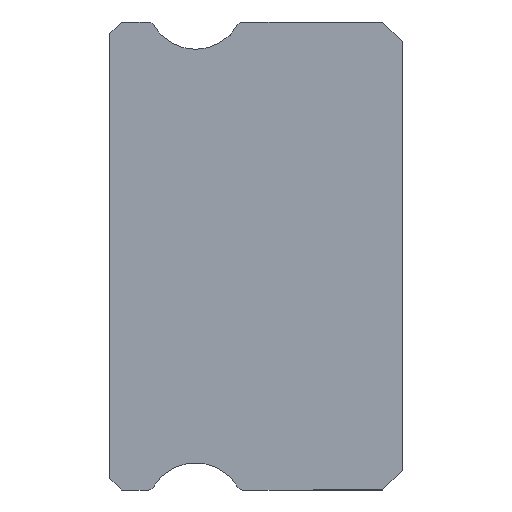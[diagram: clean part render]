
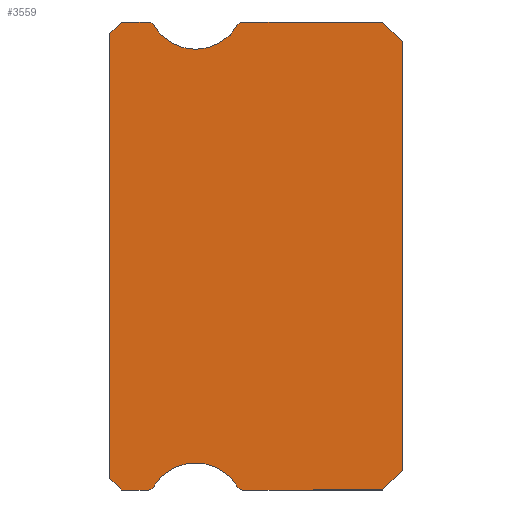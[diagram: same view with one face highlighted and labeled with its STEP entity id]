
A CAD part, left-side view. The second image highlights one B-rep face of the part: STEP entity #3559.
In plain terms, the highlighted planar face has unit normal (-1, 0, 0).
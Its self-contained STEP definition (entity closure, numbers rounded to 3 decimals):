
#30 = CARTESIAN_POINT ( 'NONE',  ( -12.5, 6.512, 5.85 ) ) ;
#40 = EDGE_CURVE ( 'NONE', #4406, #504, #6191, .T. ) ;
#230 = CARTESIAN_POINT ( 'NONE',  ( -12.5, 6.512, -5.85 ) ) ;
#281 = DIRECTION ( 'NONE',  ( 0., 0., -1. ) ) ;
#283 = DIRECTION ( 'NONE',  ( 0., 0., -1. ) ) ;
#325 = DIRECTION ( 'NONE',  ( 0., -1., 0. ) ) ;
#335 = AXIS2_PLACEMENT_3D ( 'NONE', #3917, #5501, #283 ) ;
#346 = EDGE_CURVE ( 'NONE', #4712, #2941, #6018, .T. ) ;
#382 = ORIENTED_EDGE ( 'NONE', *, *, #4228, .T. ) ;
#423 = EDGE_CURVE ( 'NONE', #2941, #5473, #3572, .T. ) ;
#451 = CARTESIAN_POINT ( 'NONE',  ( -12.5, 6.512, -6. ) ) ;
#504 = VERTEX_POINT ( 'NONE', #6671 ) ;
#534 = LINE ( 'NONE', #5193, #4783 ) ;
#620 = ORIENTED_EDGE ( 'NONE', *, *, #5561, .F. ) ;
#643 = EDGE_LOOP ( 'NONE', ( #4393, #5065, #1351, #2341, #5933, #3238, #5404, #6068, #5385, #382, #6604, #620, #1509, #2694, #5560, #4007, #2285 ) ) ;
#663 = LINE ( 'NONE', #3808, #6575 ) ;
#664 = LINE ( 'NONE', #1610, #6391 ) ;
#701 = AXIS2_PLACEMENT_3D ( 'NONE', #3436, #1924, #2078 ) ;
#734 = AXIS2_PLACEMENT_3D ( 'NONE', #1294, #806, #1943 ) ;
#777 = VECTOR ( 'NONE', #2322, 1000. ) ;
#806 = DIRECTION ( 'NONE',  ( -1., 0., 0. ) ) ;
#813 = DIRECTION ( 'NONE',  ( 1., 0., 0. ) ) ;
#821 = CARTESIAN_POINT ( 'NONE',  ( -12.5, 6.383, -5.925 ) ) ;
#837 = PLANE ( 'NONE',  #3823 ) ;
#879 = CIRCLE ( 'NONE', #4725, 0.15 ) ;
#892 = DIRECTION ( 'NONE',  ( 0., 0., 1. ) ) ;
#983 = CIRCLE ( 'NONE', #1982, 0.15 ) ;
#984 = EDGE_CURVE ( 'NONE', #4406, #2391, #5823, .T. ) ;
#1098 = VERTEX_POINT ( 'NONE', #4158 ) ;
#1119 = DIRECTION ( 'NONE',  ( 0., 0., -1. ) ) ;
#1215 = AXIS2_PLACEMENT_3D ( 'NONE', #4376, #6008, #4316 ) ;
#1257 = CARTESIAN_POINT ( 'NONE',  ( -12.5, 0., 5.5 ) ) ;
#1272 = VERTEX_POINT ( 'NONE', #4779 ) ;
#1294 = CARTESIAN_POINT ( 'NONE',  ( -12.5, 5.3, 6.55 ) ) ;
#1332 = VECTOR ( 'NONE', #3325, 1000. ) ;
#1351 = ORIENTED_EDGE ( 'NONE', *, *, #984, .T. ) ;
#1375 = LINE ( 'NONE', #4147, #5061 ) ;
#1424 = EDGE_CURVE ( 'NONE', #1272, #1098, #4412, .T. ) ;
#1509 = ORIENTED_EDGE ( 'NONE', *, *, #3226, .F. ) ;
#1610 = CARTESIAN_POINT ( 'NONE',  ( -12.5, 6.512, -6. ) ) ;
#1672 = EDGE_CURVE ( 'NONE', #2391, #3305, #664, .T. ) ;
#1814 = VECTOR ( 'NONE', #3263, 1000. ) ;
#1924 = DIRECTION ( 'NONE',  ( 1., 0., 0. ) ) ;
#1943 = DIRECTION ( 'NONE',  ( 0., 0., -1. ) ) ;
#1960 = CARTESIAN_POINT ( 'NONE',  ( -12.5, 7.5, 5.85 ) ) ;
#1980 = CIRCLE ( 'NONE', #1215, 1.25 ) ;
#1982 = AXIS2_PLACEMENT_3D ( 'NONE', #230, #4475, #4442 ) ;
#2077 = CARTESIAN_POINT ( 'NONE',  ( -12.5, 4.217, -5.925 ) ) ;
#2078 = DIRECTION ( 'NONE',  ( 0., 0., -1. ) ) ;
#2231 = CARTESIAN_POINT ( 'NONE',  ( -12.5, 0.5, 6. ) ) ;
#2256 = CARTESIAN_POINT ( 'NONE',  ( -12.5, 7.2, -6. ) ) ;
#2285 = ORIENTED_EDGE ( 'NONE', *, *, #3430, .T. ) ;
#2322 = DIRECTION ( 'NONE',  ( 0., -0.707, -0.707 ) ) ;
#2341 = ORIENTED_EDGE ( 'NONE', *, *, #1672, .T. ) ;
#2391 = VERTEX_POINT ( 'NONE', #2256 ) ;
#2404 = CARTESIAN_POINT ( 'NONE',  ( -12.5, 6.512, 5.85 ) ) ;
#2405 = CIRCLE ( 'NONE', #6235, 0.15 ) ;
#2415 = CARTESIAN_POINT ( 'NONE',  ( -12.5, 7.5, -5.7 ) ) ;
#2640 = LINE ( 'NONE', #6841, #3505 ) ;
#2694 = ORIENTED_EDGE ( 'NONE', *, *, #1424, .F. ) ;
#2781 = CARTESIAN_POINT ( 'NONE',  ( -12.5, 6.512, -6. ) ) ;
#2841 = VERTEX_POINT ( 'NONE', #5190 ) ;
#2941 = VERTEX_POINT ( 'NONE', #4356 ) ;
#2954 = CARTESIAN_POINT ( 'NONE',  ( -12.5, 6.512, 6. ) ) ;
#3008 = VERTEX_POINT ( 'NONE', #5880 ) ;
#3009 = DIRECTION ( 'NONE',  ( 0., 0.707, -0.707 ) ) ;
#3080 = CARTESIAN_POINT ( 'NONE',  ( -12.5, 4.088, 6. ) ) ;
#3103 = DIRECTION ( 'NONE',  ( 1., 0., 0. ) ) ;
#3226 = EDGE_CURVE ( 'NONE', #1098, #6106, #2405, .T. ) ;
#3238 = ORIENTED_EDGE ( 'NONE', *, *, #5239, .F. ) ;
#3263 = DIRECTION ( 'NONE',  ( 0., 1., 0. ) ) ;
#3286 = CARTESIAN_POINT ( 'NONE',  ( -12.5, 0., -5.5 ) ) ;
#3305 = VERTEX_POINT ( 'NONE', #451 ) ;
#3325 = DIRECTION ( 'NONE',  ( 0., 0.707, -0.707 ) ) ;
#3430 = EDGE_CURVE ( 'NONE', #5125, #2841, #663, .T. ) ;
#3436 = CARTESIAN_POINT ( 'NONE',  ( -12.5, 4.088, -5.85 ) ) ;
#3504 = VERTEX_POINT ( 'NONE', #1257 ) ;
#3505 = VECTOR ( 'NONE', #6319, 1000. ) ;
#3542 = VERTEX_POINT ( 'NONE', #5587 ) ;
#3559 = ADVANCED_FACE ( 'NONE', ( #4450 ), #837, .F. ) ;
#3572 = CIRCLE ( 'NONE', #701, 0.15 ) ;
#3595 = EDGE_CURVE ( 'NONE', #3008, #1272, #3718, .T. ) ;
#3702 = CARTESIAN_POINT ( 'NONE',  ( -12.5, 6.512, 6. ) ) ;
#3718 = CIRCLE ( 'NONE', #734, 1.25 ) ;
#3808 = CARTESIAN_POINT ( 'NONE',  ( -12.5, 7.2, 6. ) ) ;
#3823 = AXIS2_PLACEMENT_3D ( 'NONE', #2404, #3103, #4552 ) ;
#3861 = CARTESIAN_POINT ( 'NONE',  ( -12.5, 7.2, -6. ) ) ;
#3917 = CARTESIAN_POINT ( 'NONE',  ( -12.5, 5.3, 6.55 ) ) ;
#3959 = LINE ( 'NONE', #2954, #5927 ) ;
#4007 = ORIENTED_EDGE ( 'NONE', *, *, #5010, .F. ) ;
#4147 = CARTESIAN_POINT ( 'NONE',  ( -12.5, 7.5, 5.7 ) ) ;
#4158 = CARTESIAN_POINT ( 'NONE',  ( -12.5, 4.217, 5.925 ) ) ;
#4228 = EDGE_CURVE ( 'NONE', #3542, #3504, #534, .T. ) ;
#4316 = DIRECTION ( 'NONE',  ( 0., 0., -1. ) ) ;
#4356 = CARTESIAN_POINT ( 'NONE',  ( -12.5, 4.088, -6. ) ) ;
#4376 = CARTESIAN_POINT ( 'NONE',  ( -12.5, 5.3, -6.55 ) ) ;
#4378 = DIRECTION ( 'NONE',  ( 0., 1., 0. ) ) ;
#4393 = ORIENTED_EDGE ( 'NONE', *, *, #4953, .T. ) ;
#4406 = VERTEX_POINT ( 'NONE', #2415 ) ;
#4412 = CIRCLE ( 'NONE', #335, 1.25 ) ;
#4442 = DIRECTION ( 'NONE',  ( 0., 0., -1. ) ) ;
#4450 = FACE_OUTER_BOUND ( 'NONE', #643, .T. ) ;
#4475 = DIRECTION ( 'NONE',  ( 1., 0., 0. ) ) ;
#4552 = DIRECTION ( 'NONE',  ( 0., 0., -1. ) ) ;
#4712 = VERTEX_POINT ( 'NONE', #4774 ) ;
#4725 = AXIS2_PLACEMENT_3D ( 'NONE', #30, #5321, #1119 ) ;
#4774 = CARTESIAN_POINT ( 'NONE',  ( -12.5, 0.5, -6. ) ) ;
#4779 = CARTESIAN_POINT ( 'NONE',  ( -12.5, 5.3, 5.3 ) ) ;
#4780 = DIRECTION ( 'NONE',  ( 0., 0., 1. ) ) ;
#4783 = VECTOR ( 'NONE', #4780, 1000. ) ;
#4896 = VECTOR ( 'NONE', #892, 1000. ) ;
#4953 = EDGE_CURVE ( 'NONE', #2841, #504, #1375, .T. ) ;
#5005 = LINE ( 'NONE', #3286, #1332 ) ;
#5010 = EDGE_CURVE ( 'NONE', #5125, #3008, #879, .T. ) ;
#5014 = CARTESIAN_POINT ( 'NONE',  ( -12.5, 4.088, 5.85 ) ) ;
#5061 = VECTOR ( 'NONE', #3009, 1000. ) ;
#5065 = ORIENTED_EDGE ( 'NONE', *, *, #40, .F. ) ;
#5108 = VERTEX_POINT ( 'NONE', #2231 ) ;
#5125 = VERTEX_POINT ( 'NONE', #3702 ) ;
#5156 = EDGE_CURVE ( 'NONE', #3542, #4712, #5005, .T. ) ;
#5190 = CARTESIAN_POINT ( 'NONE',  ( -12.5, 7.2, 6. ) ) ;
#5193 = CARTESIAN_POINT ( 'NONE',  ( -12.5, 0., 5.5 ) ) ;
#5239 = EDGE_CURVE ( 'NONE', #5473, #5642, #1980, .T. ) ;
#5321 = DIRECTION ( 'NONE',  ( 1., 0., 0. ) ) ;
#5385 = ORIENTED_EDGE ( 'NONE', *, *, #5156, .F. ) ;
#5404 = ORIENTED_EDGE ( 'NONE', *, *, #423, .F. ) ;
#5473 = VERTEX_POINT ( 'NONE', #2077 ) ;
#5501 = DIRECTION ( 'NONE',  ( -1., 0., 0. ) ) ;
#5560 = ORIENTED_EDGE ( 'NONE', *, *, #3595, .F. ) ;
#5561 = EDGE_CURVE ( 'NONE', #6106, #5108, #3959, .T. ) ;
#5587 = CARTESIAN_POINT ( 'NONE',  ( -12.5, 0., -5.5 ) ) ;
#5642 = VERTEX_POINT ( 'NONE', #821 ) ;
#5823 = LINE ( 'NONE', #3861, #777 ) ;
#5880 = CARTESIAN_POINT ( 'NONE',  ( -12.5, 6.383, 5.925 ) ) ;
#5927 = VECTOR ( 'NONE', #325, 1000. ) ;
#5933 = ORIENTED_EDGE ( 'NONE', *, *, #6659, .F. ) ;
#6008 = DIRECTION ( 'NONE',  ( -1., 0., 0. ) ) ;
#6018 = LINE ( 'NONE', #2781, #1814 ) ;
#6068 = ORIENTED_EDGE ( 'NONE', *, *, #346, .F. ) ;
#6106 = VERTEX_POINT ( 'NONE', #3080 ) ;
#6191 = LINE ( 'NONE', #1960, #4896 ) ;
#6235 = AXIS2_PLACEMENT_3D ( 'NONE', #5014, #813, #281 ) ;
#6314 = EDGE_CURVE ( 'NONE', #5108, #3504, #2640, .T. ) ;
#6319 = DIRECTION ( 'NONE',  ( 0., -0.707, -0.707 ) ) ;
#6391 = VECTOR ( 'NONE', #6462, 1000. ) ;
#6462 = DIRECTION ( 'NONE',  ( 0., -1., 0. ) ) ;
#6575 = VECTOR ( 'NONE', #4378, 1000. ) ;
#6604 = ORIENTED_EDGE ( 'NONE', *, *, #6314, .F. ) ;
#6659 = EDGE_CURVE ( 'NONE', #5642, #3305, #983, .T. ) ;
#6671 = CARTESIAN_POINT ( 'NONE',  ( -12.5, 7.5, 5.7 ) ) ;
#6841 = CARTESIAN_POINT ( 'NONE',  ( -12.5, 0.5, 6. ) ) ;
